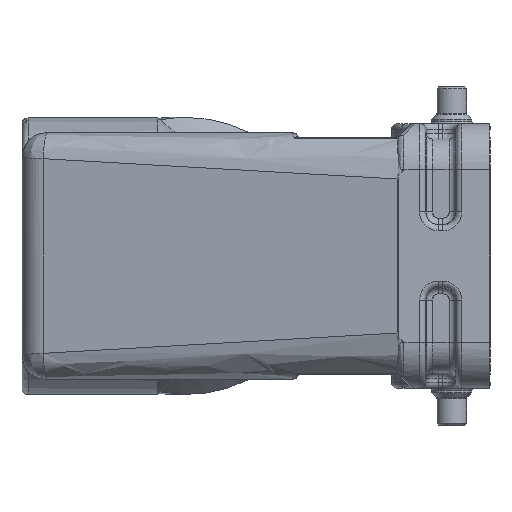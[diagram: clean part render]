
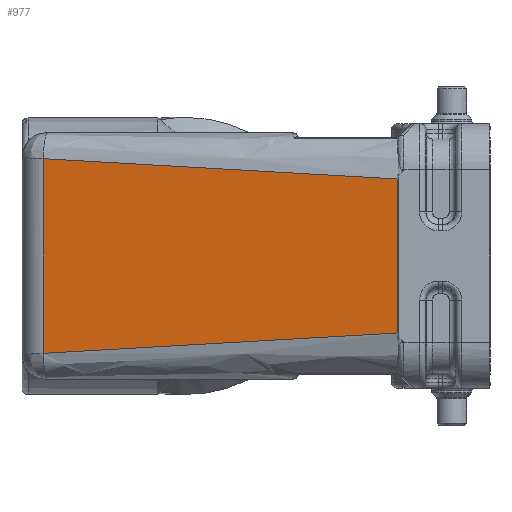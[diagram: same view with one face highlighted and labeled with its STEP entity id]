
A CAD part, left-side view. The second image highlights one B-rep face of the part: STEP entity #977.
In plain terms, the highlighted planar face has unit normal (-0.99, 0.139, 0).
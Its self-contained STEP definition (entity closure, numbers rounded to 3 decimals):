
#766=PLANE('',#12400);
#977=ADVANCED_FACE('',(#1921),#766,.T.);
#1921=FACE_OUTER_BOUND('',#2607,.T.);
#2607=EDGE_LOOP('',(#4236,#4237,#4238,#4239));
#4236=ORIENTED_EDGE('',*,*,#9000,.T.);
#4237=ORIENTED_EDGE('',*,*,#9001,.T.);
#4238=ORIENTED_EDGE('',*,*,#9002,.T.);
#4239=ORIENTED_EDGE('',*,*,#9003,.T.);
#7856=VERTEX_POINT('',#16376);
#7857=VERTEX_POINT('',#16377);
#7858=VERTEX_POINT('',#16379);
#7859=VERTEX_POINT('',#16381);
#9000=EDGE_CURVE('',#7856,#7857,#10794,.T.);
#9001=EDGE_CURVE('',#7857,#7858,#10795,.T.);
#9002=EDGE_CURVE('',#7858,#7859,#10796,.T.);
#9003=EDGE_CURVE('',#7859,#7856,#10797,.T.);
#10794=LINE('',#16375,#11563);
#10795=LINE('',#16378,#11564);
#10796=LINE('',#16380,#11565);
#10797=LINE('',#16382,#11566);
#11563=VECTOR('',#13439,1.);
#11564=VECTOR('',#13440,1.);
#11565=VECTOR('',#13441,1.);
#11566=VECTOR('',#13442,1.);
#12400=AXIS2_PLACEMENT_3D('',#16383,#13443,#13444);
#13439=DIRECTION('',(0.,0.,-1.));
#13440=DIRECTION('',(-0.139,-0.989,0.057));
#13441=DIRECTION('',(0.,0.,1.));
#13442=DIRECTION('',(0.139,0.989,0.057));
#13443=DIRECTION('',(-0.99,0.139,0.));
#13444=DIRECTION('',(-0.139,-0.99,0.));
#16375=CARTESIAN_POINT('',(-40.69,1.659,15.802));
#16376=CARTESIAN_POINT('',(-40.69,1.659,15.802));
#16377=CARTESIAN_POINT('',(-40.69,1.659,-15.802));
#16378=CARTESIAN_POINT('',(-40.69,1.659,-15.802));
#16379=CARTESIAN_POINT('',(-48.769,-55.829,-12.504));
#16380=CARTESIAN_POINT('',(-48.769,-55.829,-12.504));
#16381=CARTESIAN_POINT('',(-48.769,-55.829,12.504));
#16382=CARTESIAN_POINT('',(-48.769,-55.829,12.504));
#16383=CARTESIAN_POINT('',(-39.764,8.251,-16.802));
